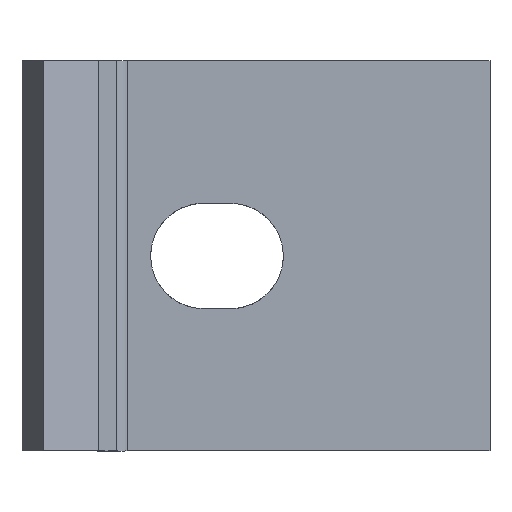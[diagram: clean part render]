
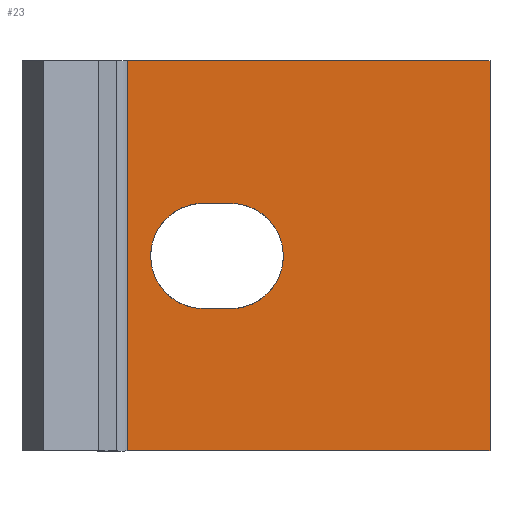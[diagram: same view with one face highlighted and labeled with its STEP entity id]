
A CAD part, front view. The second image highlights one B-rep face of the part: STEP entity #23.
In plain terms, the highlighted planar face has unit normal (0, -1, 0).
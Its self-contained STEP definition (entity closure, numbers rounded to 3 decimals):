
#17=FACE_BOUND('',#52,.T.);
#23=ADVANCED_FACE('',(#37,#17),#240,.T.);
#37=FACE_OUTER_BOUND('',#51,.T.);
#51=EDGE_LOOP('',(#87,#88,#89,#90));
#52=EDGE_LOOP('',(#91,#92,#93,#94));
#87=ORIENTED_EDGE('',*,*,#146,.F.);
#88=ORIENTED_EDGE('',*,*,#141,.T.);
#89=ORIENTED_EDGE('',*,*,#149,.T.);
#90=ORIENTED_EDGE('',*,*,#144,.T.);
#91=ORIENTED_EDGE('',*,*,#163,.T.);
#92=ORIENTED_EDGE('',*,*,#147,.T.);
#93=ORIENTED_EDGE('',*,*,#168,.T.);
#94=ORIENTED_EDGE('',*,*,#148,.T.);
#141=EDGE_CURVE('',#214,#215,#185,.T.);
#144=EDGE_CURVE('',#221,#220,#188,.T.);
#146=EDGE_CURVE('',#214,#220,#190,.T.);
#147=EDGE_CURVE('',#224,#225,#191,.T.);
#148=EDGE_CURVE('',#226,#227,#192,.T.);
#149=EDGE_CURVE('',#215,#221,#193,.T.);
#163=EDGE_CURVE('',#227,#224,#175,.T.);
#168=EDGE_CURVE('',#225,#226,#177,.T.);
#175=(
BOUNDED_CURVE()
B_SPLINE_CURVE(2,(#529,#530,#531,#532,#533),.UNSPECIFIED.,.F.,.F.)
B_SPLINE_CURVE_WITH_KNOTS((3,2,3),(-21.206,-10.603,
0.),.UNSPECIFIED.)
CURVE()
GEOMETRIC_REPRESENTATION_ITEM()
RATIONAL_B_SPLINE_CURVE((1.,0.707,1.,0.707,1.))
REPRESENTATION_ITEM('')
);
#177=(
BOUNDED_CURVE()
B_SPLINE_CURVE(2,(#545,#546,#547,#548,#549),.UNSPECIFIED.,.F.,.F.)
B_SPLINE_CURVE_WITH_KNOTS((3,2,3),(-21.206,-10.603,
0.),.UNSPECIFIED.)
CURVE()
GEOMETRIC_REPRESENTATION_ITEM()
RATIONAL_B_SPLINE_CURVE((1.,0.707,1.,0.707,1.))
REPRESENTATION_ITEM('')
);
#185=B_SPLINE_CURVE_WITH_KNOTS('',1,(#481,#482),.UNSPECIFIED.,.F.,.F.,(2,
2),(-46.5,0.),.UNSPECIFIED.);
#188=B_SPLINE_CURVE_WITH_KNOTS('',1,(#487,#488),.UNSPECIFIED.,.F.,.F.,(2,
2),(0.,46.5),.UNSPECIFIED.);
#190=B_SPLINE_CURVE_WITH_KNOTS('',1,(#491,#492),.UNSPECIFIED.,.F.,.F.,(2,
2),(-50.,0.),.UNSPECIFIED.);
#191=B_SPLINE_CURVE_WITH_KNOTS('',1,(#493,#494),.UNSPECIFIED.,.F.,.F.,(2,
2),(-3.5,0.),.UNSPECIFIED.);
#192=B_SPLINE_CURVE_WITH_KNOTS('',1,(#495,#496),.UNSPECIFIED.,.F.,.F.,(2,
2),(-3.5,0.),.UNSPECIFIED.);
#193=B_SPLINE_CURVE_WITH_KNOTS('',1,(#497,#498),.UNSPECIFIED.,.F.,.F.,(2,
2),(-50.,0.),.UNSPECIFIED.);
#214=VERTEX_POINT('',#451);
#215=VERTEX_POINT('',#452);
#220=VERTEX_POINT('',#457);
#221=VERTEX_POINT('',#458);
#224=VERTEX_POINT('',#461);
#225=VERTEX_POINT('',#462);
#226=VERTEX_POINT('',#463);
#227=VERTEX_POINT('',#464);
#240=PLANE('',#338);
#338=AXIS2_PLACEMENT_3D('',#367,#352,$);
#352=DIRECTION('',(0.,-1.,0.));
#367=CARTESIAN_POINT('',(-51.151,-10.,-55.001));
#451=CARTESIAN_POINT('',(0.,-10.,0.));
#452=CARTESIAN_POINT('',(-46.5,-10.,0.));
#457=CARTESIAN_POINT('',(0.,-10.,-50.));
#458=CARTESIAN_POINT('',(-46.5,-10.,-50.));
#461=CARTESIAN_POINT('',(-36.75,-10.,-18.25));
#462=CARTESIAN_POINT('',(-33.25,-10.,-18.25));
#463=CARTESIAN_POINT('',(-33.25,-10.,-31.75));
#464=CARTESIAN_POINT('',(-36.75,-10.,-31.75));
#481=CARTESIAN_POINT('',(0.,-10.,0.));
#482=CARTESIAN_POINT('',(-46.5,-10.,0.));
#487=CARTESIAN_POINT('',(-46.5,-10.,-50.));
#488=CARTESIAN_POINT('',(0.,-10.,-50.));
#491=CARTESIAN_POINT('',(0.,-10.,0.));
#492=CARTESIAN_POINT('',(0.,-10.,-50.));
#493=CARTESIAN_POINT('',(-36.75,-10.,-18.25));
#494=CARTESIAN_POINT('',(-33.25,-10.,-18.25));
#495=CARTESIAN_POINT('',(-33.25,-10.,-31.75));
#496=CARTESIAN_POINT('',(-36.75,-10.,-31.75));
#497=CARTESIAN_POINT('',(-46.5,-10.,0.));
#498=CARTESIAN_POINT('',(-46.5,-10.,-50.));
#529=CARTESIAN_POINT('',(-36.75,-10.,-31.75));
#530=CARTESIAN_POINT('',(-43.5,-10.,-31.75));
#531=CARTESIAN_POINT('',(-43.5,-10.,-25.));
#532=CARTESIAN_POINT('',(-43.5,-10.,-18.25));
#533=CARTESIAN_POINT('',(-36.75,-10.,-18.25));
#545=CARTESIAN_POINT('',(-33.25,-10.,-18.25));
#546=CARTESIAN_POINT('',(-26.5,-10.,-18.25));
#547=CARTESIAN_POINT('',(-26.5,-10.,-25.));
#548=CARTESIAN_POINT('',(-26.5,-10.,-31.75));
#549=CARTESIAN_POINT('',(-33.25,-10.,-31.75));
